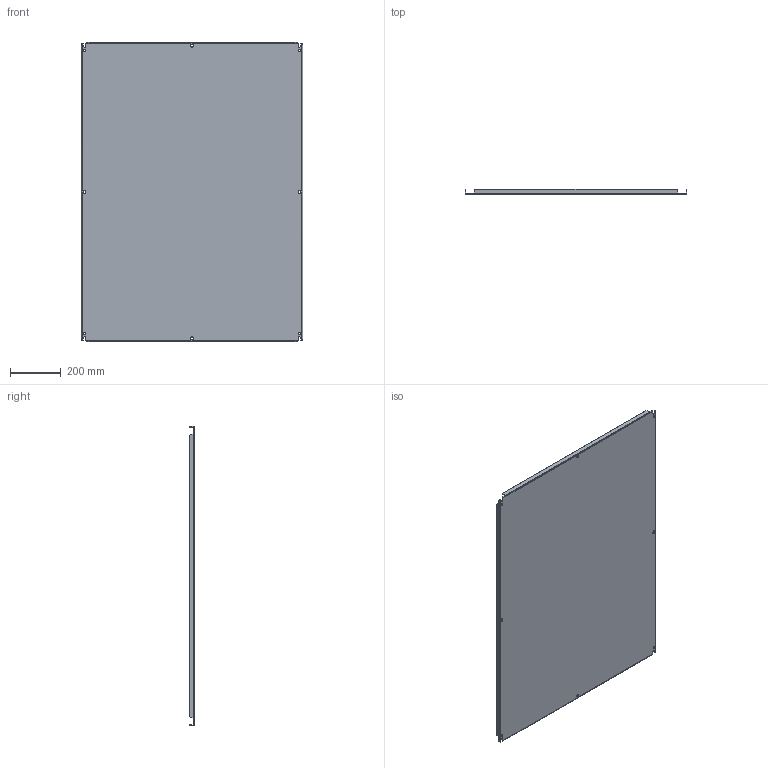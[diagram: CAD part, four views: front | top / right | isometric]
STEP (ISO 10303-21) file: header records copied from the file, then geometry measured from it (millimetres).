
FILE_DESCRIPTION (( 'STEP AP214' ), '1' );
FILE_NAME ('EPG4836.step', '2019-09-05T17:35:13', ( '' ), ( '' ), 'SwSTEP 2.0', 'SolidWorks 2018', '' );
FILE_SCHEMA (( 'AUTOMOTIVE_DESIGN' ));
Length unit declared in the file: inch
Products named in the file (1): EPG4836
Bounding box: 867.92 x 19.05 x 1172.72 mm (x, y, z)
Volume: 2596334.5 mm3; surface area: 2162831.8 mm2
Topology: 1 solids, 1 shells, 136 faces, 354 edges, 220 vertices
Faces by surface type: plane 74, cylinder 46, bspline 16
Entity records: 7210 total; most frequent: CARTESIAN_POINT 2087, ORIENTED_EDGE 708, DIRECTION 656, EDGE_CURVE 354, LINE 230, VECTOR 230, VERTEX_POINT 220, AXIS2_PLACEMENT_3D 213
